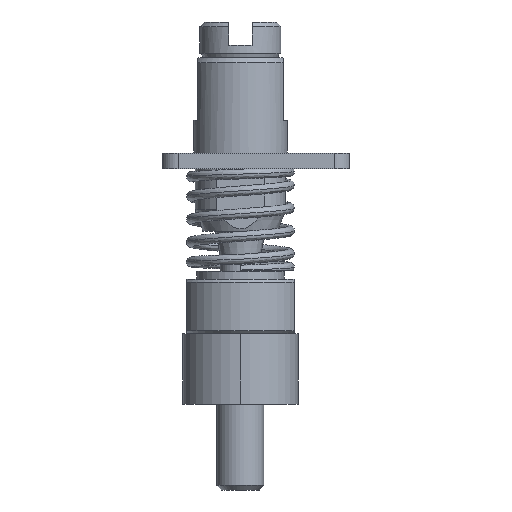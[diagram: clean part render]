
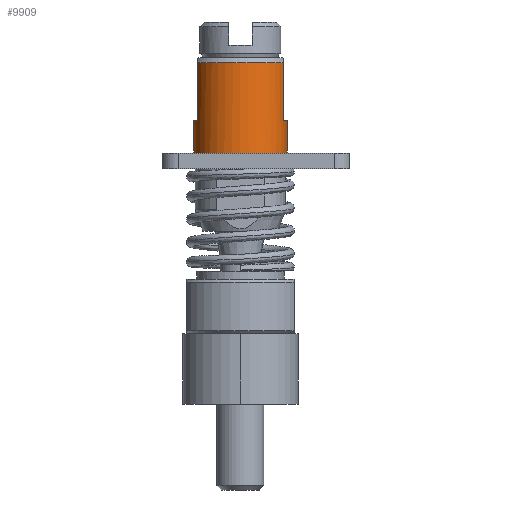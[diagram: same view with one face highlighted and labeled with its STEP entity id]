
A CAD part, left-side view. The second image highlights one B-rep face of the part: STEP entity #9909.
In plain terms, the highlighted cylindrical face has radius 3 mm (diameter 6 mm), a partial arc.
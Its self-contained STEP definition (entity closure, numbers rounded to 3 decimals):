
#639 = ORIENTED_EDGE ( 'NONE', *, *, #14360, .F. ) ;
#855 = CARTESIAN_POINT ( 'NONE',  ( -27.3, -3., 0. ) ) ;
#1162 = DIRECTION ( 'NONE',  ( -1., 0., 0. ) ) ;
#1936 = EDGE_CURVE ( 'NONE', #17532, #10480, #5765, .T. ) ;
#1986 = CARTESIAN_POINT ( 'NONE',  ( -28.499, -2.75, 5.8 ) ) ;
#2131 = DIRECTION ( 'NONE',  ( -1., 0., 0. ) ) ;
#2486 = VECTOR ( 'NONE', #9809, 1000. ) ;
#2660 = AXIS2_PLACEMENT_3D ( 'NONE', #8052, #3570, #2131 ) ;
#2994 = VERTEX_POINT ( 'NONE', #855 ) ;
#3073 = CIRCLE ( 'NONE', #5560, 3. ) ;
#3570 = DIRECTION ( 'NONE',  ( 0., 0., 1. ) ) ;
#3696 = CARTESIAN_POINT ( 'NONE',  ( -27.3, 0., 0. ) ) ;
#4168 = ORIENTED_EDGE ( 'NONE', *, *, #5597, .T. ) ;
#4212 = ORIENTED_EDGE ( 'NONE', *, *, #10977, .F. ) ;
#4294 = VECTOR ( 'NONE', #8844, 1000. ) ;
#4877 = LINE ( 'NONE', #5260, #2486 ) ;
#5141 = EDGE_CURVE ( 'NONE', #9338, #14721, #8266, .T. ) ;
#5260 = CARTESIAN_POINT ( 'NONE',  ( -28.499, -2.75, 0. ) ) ;
#5560 = AXIS2_PLACEMENT_3D ( 'NONE', #18228, #10826, #16749 ) ;
#5597 = EDGE_CURVE ( 'NONE', #18846, #5894, #7975, .T. ) ;
#5611 = AXIS2_PLACEMENT_3D ( 'NONE', #3696, #14079, #9620 ) ;
#5765 = CIRCLE ( 'NONE', #2660, 3. ) ;
#5894 = VERTEX_POINT ( 'NONE', #7715 ) ;
#6611 = VECTOR ( 'NONE', #10824, 1000. ) ;
#6798 = VERTEX_POINT ( 'NONE', #9104 ) ;
#7372 = CARTESIAN_POINT ( 'NONE',  ( -27.3, 0., 2.1 ) ) ;
#7470 = DIRECTION ( 'NONE',  ( 0., 0., 1. ) ) ;
#7562 = ORIENTED_EDGE ( 'NONE', *, *, #18831, .F. ) ;
#7610 = CARTESIAN_POINT ( 'NONE',  ( -27.3, -3., 0. ) ) ;
#7715 = CARTESIAN_POINT ( 'NONE',  ( -28.499, 2.75, 5.8 ) ) ;
#7975 = CIRCLE ( 'NONE', #16658, 3. ) ;
#8052 = CARTESIAN_POINT ( 'NONE',  ( -27.3, 0., 2.1 ) ) ;
#8124 = EDGE_CURVE ( 'NONE', #18846, #17532, #4877, .T. ) ;
#8266 = CIRCLE ( 'NONE', #17889, 3. ) ;
#8604 = CARTESIAN_POINT ( 'NONE',  ( -28.499, 2.75, 2.1 ) ) ;
#8844 = DIRECTION ( 'NONE',  ( 0., 0., 1. ) ) ;
#8936 = ORIENTED_EDGE ( 'NONE', *, *, #1936, .F. ) ;
#9043 = ORIENTED_EDGE ( 'NONE', *, *, #15492, .T. ) ;
#9104 = CARTESIAN_POINT ( 'NONE',  ( -27.3, 3., 0. ) ) ;
#9338 = VERTEX_POINT ( 'NONE', #13213 ) ;
#9617 = VECTOR ( 'NONE', #11839, 1000. ) ;
#9620 = DIRECTION ( 'NONE',  ( 0., 1., 0. ) ) ;
#9649 = ORIENTED_EDGE ( 'NONE', *, *, #5141, .F. ) ;
#9809 = DIRECTION ( 'NONE',  ( 0., 0., -1. ) ) ;
#9909 = ADVANCED_FACE ( 'NONE', ( #13676 ), #11744, .T. ) ;
#10194 = CARTESIAN_POINT ( 'NONE',  ( -27.3, 3., 0. ) ) ;
#10480 = VERTEX_POINT ( 'NONE', #12411 ) ;
#10824 = DIRECTION ( 'NONE',  ( 0., 0., -1. ) ) ;
#10826 = DIRECTION ( 'NONE',  ( 0., 0., -1. ) ) ;
#10977 = EDGE_CURVE ( 'NONE', #10480, #2994, #13325, .T. ) ;
#11742 = LINE ( 'NONE', #14379, #4294 ) ;
#11744 = CYLINDRICAL_SURFACE ( 'NONE', #5611, 3. ) ;
#11839 = DIRECTION ( 'NONE',  ( 0., 0., -1. ) ) ;
#12411 = CARTESIAN_POINT ( 'NONE',  ( -27.3, -3., 2.1 ) ) ;
#12513 = CARTESIAN_POINT ( 'NONE',  ( -27.3, 0., 5.8 ) ) ;
#12560 = EDGE_LOOP ( 'NONE', ( #4212, #8936, #18952, #4168, #639, #9649, #9043, #7562 ) ) ;
#13213 = CARTESIAN_POINT ( 'NONE',  ( -27.3, 3., 2.1 ) ) ;
#13325 = LINE ( 'NONE', #7610, #6611 ) ;
#13676 = FACE_OUTER_BOUND ( 'NONE', #12560, .T. ) ;
#14079 = DIRECTION ( 'NONE',  ( 0., 0., -1. ) ) ;
#14160 = DIRECTION ( 'NONE',  ( 0., -1., 0. ) ) ;
#14360 = EDGE_CURVE ( 'NONE', #14721, #5894, #11742, .T. ) ;
#14379 = CARTESIAN_POINT ( 'NONE',  ( -28.499, 2.75, 0. ) ) ;
#14721 = VERTEX_POINT ( 'NONE', #8604 ) ;
#15492 = EDGE_CURVE ( 'NONE', #9338, #6798, #18986, .T. ) ;
#16658 = AXIS2_PLACEMENT_3D ( 'NONE', #12513, #18480, #14160 ) ;
#16749 = DIRECTION ( 'NONE',  ( 0., 1., 0. ) ) ;
#17532 = VERTEX_POINT ( 'NONE', #18241 ) ;
#17889 = AXIS2_PLACEMENT_3D ( 'NONE', #7372, #7470, #1162 ) ;
#18228 = CARTESIAN_POINT ( 'NONE',  ( -27.3, 0., 0. ) ) ;
#18241 = CARTESIAN_POINT ( 'NONE',  ( -28.499, -2.75, 2.1 ) ) ;
#18480 = DIRECTION ( 'NONE',  ( 0., 0., -1. ) ) ;
#18831 = EDGE_CURVE ( 'NONE', #2994, #6798, #3073, .T. ) ;
#18846 = VERTEX_POINT ( 'NONE', #1986 ) ;
#18952 = ORIENTED_EDGE ( 'NONE', *, *, #8124, .F. ) ;
#18986 = LINE ( 'NONE', #10194, #9617 ) ;
